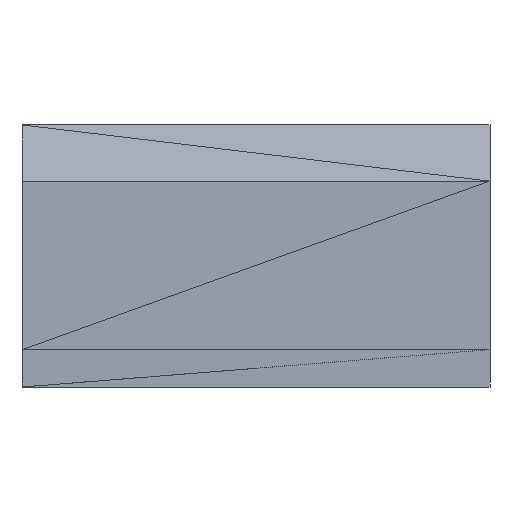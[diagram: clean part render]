
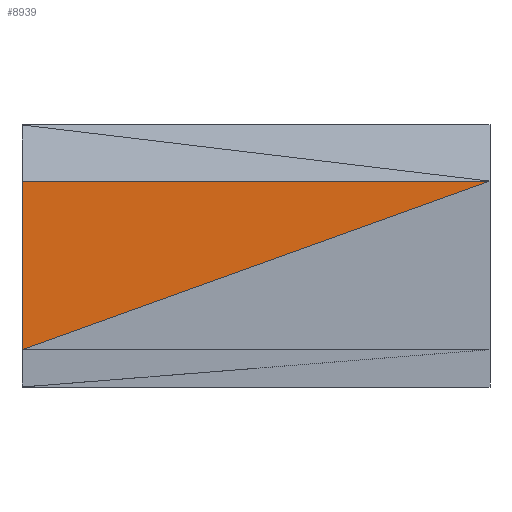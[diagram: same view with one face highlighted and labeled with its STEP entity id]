
A CAD part, front view. The second image highlights one B-rep face of the part: STEP entity #8939.
In plain terms, the highlighted planar face has unit normal (0, -1, 0).
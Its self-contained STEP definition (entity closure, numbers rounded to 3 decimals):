
#483=FACE_OUTER_BOUND('',#1252,.T.);
#1252=EDGE_LOOP('',(#6799,#6800,#6801));
#1777=LINE('',#13169,#2931);
#2036=LINE('',#13682,#3190);
#2339=LINE('',#14283,#3493);
#2931=VECTOR('',#10513,10.);
#3190=VECTOR('',#11040,10.);
#3493=VECTOR('',#11749,10.);
#3946=VERTEX_POINT('',#13045);
#3953=VERTEX_POINT('',#13161);
#3955=VERTEX_POINT('',#13167);
#4464=EDGE_CURVE('',#3955,#3953,#1777,.T.);
#4723=EDGE_CURVE('',#3946,#3955,#2036,.T.);
#5026=EDGE_CURVE('',#3946,#3953,#2339,.T.);
#6799=ORIENTED_EDGE('',*,*,#5026,.T.);
#6800=ORIENTED_EDGE('',*,*,#4464,.F.);
#6801=ORIENTED_EDGE('',*,*,#4723,.F.);
#8170=PLANE('',#9722);
#8939=ADVANCED_FACE('',(#483),#8170,.T.);
#9722=AXIS2_PLACEMENT_3D('',#14282,#11747,#11748);
#10513=DIRECTION('',(1.,0.,0.));
#11040=DIRECTION('',(0.,0.,1.));
#11747=DIRECTION('center_axis',(0.,-1.,0.));
#11748=DIRECTION('ref_axis',(0.,0.,-1.));
#11749=DIRECTION('',(0.941,0.,0.339));
#13045=CARTESIAN_POINT('',(0.,11.5,2.));
#13161=CARTESIAN_POINT('',(25.,11.5,11.));
#13167=CARTESIAN_POINT('',(0.,11.5,11.));
#13169=CARTESIAN_POINT('',(0.,11.5,11.));
#13682=CARTESIAN_POINT('',(0.,11.5,2.));
#14282=CARTESIAN_POINT('Origin',(0.,11.5,
11.));
#14283=CARTESIAN_POINT('',(0.,11.5,2.));
